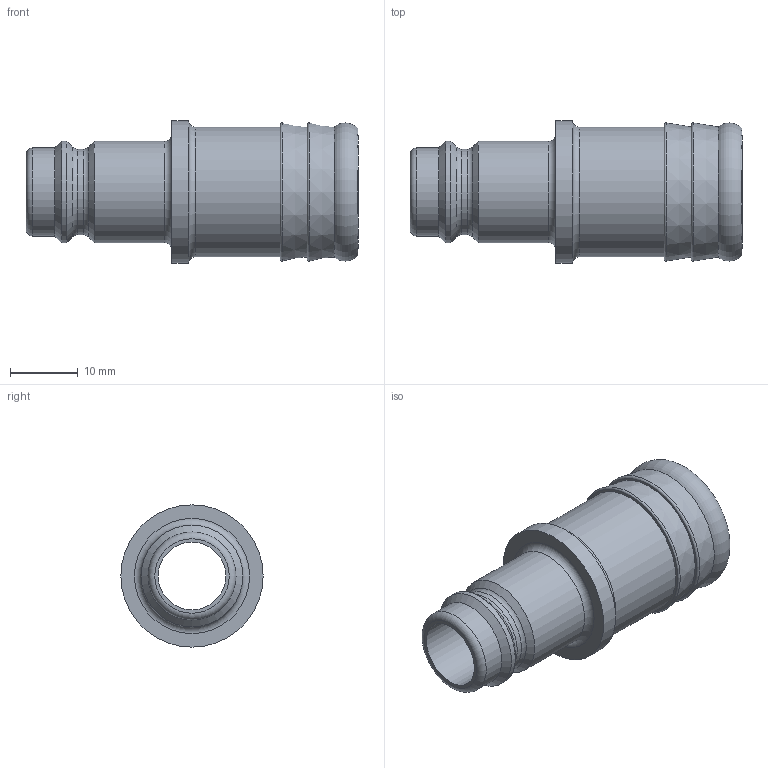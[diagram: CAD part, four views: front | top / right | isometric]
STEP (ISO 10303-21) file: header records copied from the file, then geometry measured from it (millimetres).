
FILE_DESCRIPTION((''),'2;1');
FILE_NAME('27sftf19rxx.stp','2014-01-21T15:47:39',('IA176480'),(''),'Autodesk Inventor 2013','Autodesk Inventor 2013','');
FILE_SCHEMA(('AUTOMOTIVE_DESIGN { 1 0 10303 214 1 1 1 1 }'));
Length unit declared in the file: millimetre
Products named in the file (1): D107898
Bounding box: 49 x 21 x 21 mm (x, y, z)
Volume: 4872.6 mm3; surface area: 5178 mm2
Topology: 1 solids, 1 shells, 27 faces, 50 edges, 28 vertices
Faces by surface type: torus 8, cylinder 8, cone 6, plane 5
Full cylindrical faces by diameter (mm): 10 x1, 12.65 x1, 13 x1, 15 x2, 16 x1, 19.1 x1, 21 x1
Entity records: 574 total; most frequent: DIRECTION 110, CARTESIAN_POINT 82, AXIS2_PLACEMENT_3D 55, ORIENTED_EDGE 54, EDGE_LOOP 54, VERTEX_POINT 27, CIRCLE 27, EDGE_CURVE 27
